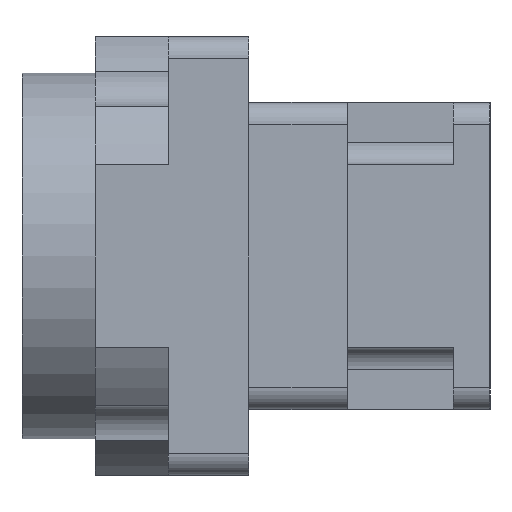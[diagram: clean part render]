
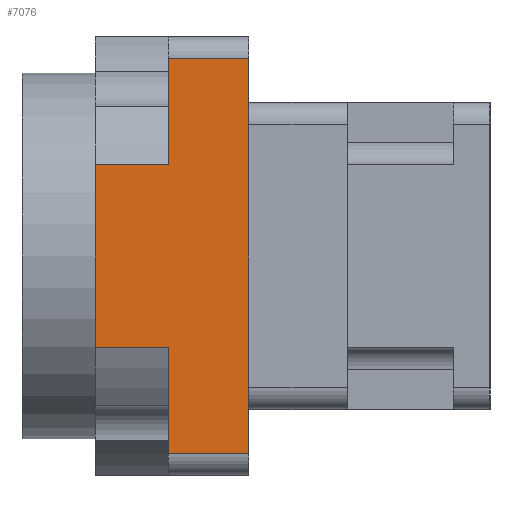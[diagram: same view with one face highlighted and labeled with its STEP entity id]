
A CAD part, left-side view. The second image highlights one B-rep face of the part: STEP entity #7076.
In plain terms, the highlighted planar face has unit normal (-1, 0, 0).
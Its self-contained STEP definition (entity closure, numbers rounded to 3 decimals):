
#609 = CARTESIAN_POINT ( 'NONE',  ( -30., 11., -12.5 ) ) ;
#827 = ORIENTED_EDGE ( 'NONE', *, *, #12035, .F. ) ;
#1203 = CARTESIAN_POINT ( 'NONE',  ( -30., 11., -27. ) ) ;
#1251 = ORIENTED_EDGE ( 'NONE', *, *, #2325, .F. ) ;
#1576 = VERTEX_POINT ( 'NONE', #4643 ) ;
#1615 = VERTEX_POINT ( 'NONE', #2754 ) ;
#1863 = LINE ( 'NONE', #9977, #4137 ) ;
#1884 = LINE ( 'NONE', #10697, #4157 ) ;
#2325 = EDGE_CURVE ( 'NONE', #1615, #11461, #9693, .T. ) ;
#2402 = ORIENTED_EDGE ( 'NONE', *, *, #3510, .F. ) ;
#2754 = CARTESIAN_POINT ( 'NONE',  ( -30., 21., -12.5 ) ) ;
#2814 = DIRECTION ( 'NONE',  ( 0., -1., 0. ) ) ;
#2889 = EDGE_CURVE ( 'NONE', #9291, #11131, #8496, .T. ) ;
#2953 = CARTESIAN_POINT ( 'NONE',  ( -30., 21., 12.5 ) ) ;
#2971 = CARTESIAN_POINT ( 'NONE',  ( -30., 21., -12.5 ) ) ;
#3269 = DIRECTION ( 'NONE',  ( 0., -1., 0. ) ) ;
#3435 = CARTESIAN_POINT ( 'NONE',  ( -30., 11., 27. ) ) ;
#3492 = CARTESIAN_POINT ( 'NONE',  ( -30., 11., -27. ) ) ;
#3510 = EDGE_CURVE ( 'NONE', #11461, #1576, #4696, .T. ) ;
#3570 = CARTESIAN_POINT ( 'NONE',  ( -30., 0., 27. ) ) ;
#3745 = CARTESIAN_POINT ( 'NONE',  ( -30., 11., -27. ) ) ;
#3868 = VERTEX_POINT ( 'NONE', #609 ) ;
#3937 = DIRECTION ( 'NONE',  ( 0., 0., 1. ) ) ;
#3961 = DIRECTION ( 'NONE',  ( 0., 0., 1. ) ) ;
#4137 = VECTOR ( 'NONE', #3269, 1000. ) ;
#4157 = VECTOR ( 'NONE', #3961, 1000. ) ;
#4283 = VECTOR ( 'NONE', #3937, 1000. ) ;
#4495 = DIRECTION ( 'NONE',  ( 0., 0., -1. ) ) ;
#4529 = CARTESIAN_POINT ( 'NONE',  ( -30., 11., -27. ) ) ;
#4643 = CARTESIAN_POINT ( 'NONE',  ( -30., 11., 12.5 ) ) ;
#4696 = LINE ( 'NONE', #2953, #9230 ) ;
#4785 = VECTOR ( 'NONE', #7591, 1000. ) ;
#5098 = LINE ( 'NONE', #3745, #4785 ) ;
#5419 = AXIS2_PLACEMENT_3D ( 'NONE', #3492, #10251, #4495 ) ;
#5560 = EDGE_CURVE ( 'NONE', #1576, #9291, #5098, .T. ) ;
#5736 = CARTESIAN_POINT ( 'NONE',  ( -30., 11., 27. ) ) ;
#5847 = DIRECTION ( 'NONE',  ( 0., -1., 0. ) ) ;
#5850 = DIRECTION ( 'NONE',  ( 0., -1., 0. ) ) ;
#6224 = VECTOR ( 'NONE', #2814, 1000. ) ;
#7076 = ADVANCED_FACE ( 'NONE', ( #9878 ), #8340, .F. ) ;
#7490 = EDGE_LOOP ( 'NONE', ( #11242, #8028, #9372, #2402, #1251, #10873, #827, #10419 ) ) ;
#7527 = EDGE_CURVE ( 'NONE', #12259, #11530, #1863, .T. ) ;
#7591 = DIRECTION ( 'NONE',  ( 0., 0., 1. ) ) ;
#8028 = ORIENTED_EDGE ( 'NONE', *, *, #2889, .F. ) ;
#8038 = CARTESIAN_POINT ( 'NONE',  ( -30., 0., -27. ) ) ;
#8340 = PLANE ( 'NONE',  #5419 ) ;
#8409 = LINE ( 'NONE', #1203, #10332 ) ;
#8496 = LINE ( 'NONE', #5736, #6224 ) ;
#9230 = VECTOR ( 'NONE', #5850, 1000. ) ;
#9291 = VERTEX_POINT ( 'NONE', #3435 ) ;
#9372 = ORIENTED_EDGE ( 'NONE', *, *, #5560, .F. ) ;
#9602 = EDGE_CURVE ( 'NONE', #1615, #3868, #9660, .T. ) ;
#9660 = LINE ( 'NONE', #10623, #9962 ) ;
#9693 = LINE ( 'NONE', #2971, #4283 ) ;
#9878 = FACE_OUTER_BOUND ( 'NONE', #7490, .T. ) ;
#9880 = CARTESIAN_POINT ( 'NONE',  ( -30., 21., 12.5 ) ) ;
#9962 = VECTOR ( 'NONE', #5847, 1000. ) ;
#9977 = CARTESIAN_POINT ( 'NONE',  ( -30., 11., -27. ) ) ;
#10251 = DIRECTION ( 'NONE',  ( 1., 0., 0. ) ) ;
#10332 = VECTOR ( 'NONE', #11823, 1000. ) ;
#10419 = ORIENTED_EDGE ( 'NONE', *, *, #7527, .T. ) ;
#10623 = CARTESIAN_POINT ( 'NONE',  ( -30., 21., -12.5 ) ) ;
#10697 = CARTESIAN_POINT ( 'NONE',  ( -30., 0., -27. ) ) ;
#10873 = ORIENTED_EDGE ( 'NONE', *, *, #9602, .T. ) ;
#11131 = VERTEX_POINT ( 'NONE', #3570 ) ;
#11242 = ORIENTED_EDGE ( 'NONE', *, *, #11926, .T. ) ;
#11461 = VERTEX_POINT ( 'NONE', #9880 ) ;
#11530 = VERTEX_POINT ( 'NONE', #8038 ) ;
#11823 = DIRECTION ( 'NONE',  ( 0., 0., 1. ) ) ;
#11926 = EDGE_CURVE ( 'NONE', #11530, #11131, #1884, .T. ) ;
#12035 = EDGE_CURVE ( 'NONE', #12259, #3868, #8409, .T. ) ;
#12259 = VERTEX_POINT ( 'NONE', #4529 ) ;
